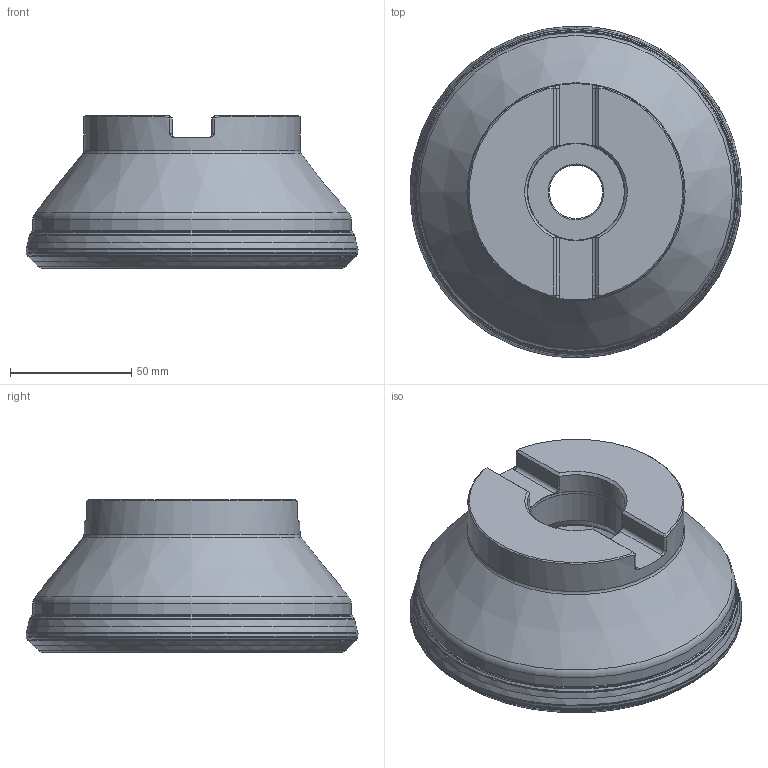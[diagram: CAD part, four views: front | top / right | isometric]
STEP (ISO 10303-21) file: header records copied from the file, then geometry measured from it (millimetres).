
FILE_DESCRIPTION(/* description */ (''),/* implementation_level */ '2;1');
FILE_NAME(/* name */ '125A12R_S45HN09C_CF_115008995ndi000_00_SIM.stp',/* time_stamp */ '2020-01-13T12:12:32+01:00',/* author */ (''),/* organization */ (''),/* preprocessor_version */ 'ST-DEVELOPER v16.7',/* originating_system */ 'SIEMENS PLM Software NX 12.0',/* authorisation */ '');
FILE_SCHEMA (('AUTOMOTIVE_DESIGN { 1 0 10303 214 3 1 1 1 }'));
Length unit declared in the file: millimetre
Products named in the file (1): hc7230AC5C862t11
Bounding box: 136.74 x 136.74 x 63 mm (x, y, z)
Volume: 591705.1 mm3; surface area: 70948.7 mm2
Topology: 2 solids, 2 shells, 154 faces, 356 edges, 201 vertices
Faces by surface type: revolution 78, cylinder 20, plane 19, torus 19, cone 18
Full cylindrical faces by diameter (mm): 22 x1, 40.008 x1, 40.2 x1, 56.1 x1, 89 x1, 131.198 x1
Entity records: 4345 total; most frequent: CARTESIAN_POINT 1411, DIRECTION 566, ORIENTED_EDGE 450, EDGE_LOOP 262, EDGE_CURVE 225, AXIS2_PLACEMENT_3D 222, FACE_BOUND 216, VERTEX_POINT 179
